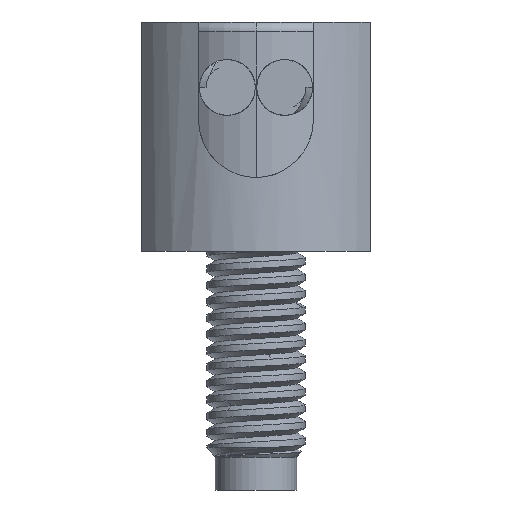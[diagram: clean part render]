
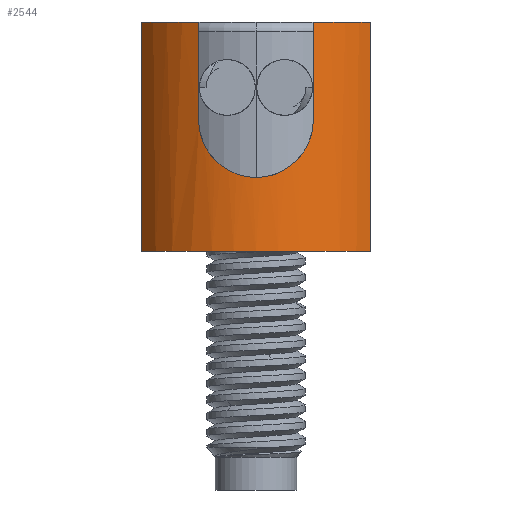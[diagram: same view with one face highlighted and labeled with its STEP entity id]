
A CAD part, front view. The second image highlights one B-rep face of the part: STEP entity #2544.
In plain terms, the highlighted cylindrical face has radius 4.236 mm (diameter 8.472 mm), a partial arc.
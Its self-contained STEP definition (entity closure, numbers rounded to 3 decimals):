
#1151=CARTESIAN_POINT('',(0.,0.286,-7.));
#1152=DIRECTION('',(0.,0.,1.));
#1153=DIRECTION('',(-0.826,-0.563,0.));
#1154=AXIS2_PLACEMENT_3D('',#1151,#1152,#1153);
#1183=DIRECTION('',(0.,0.,1.));
#1184=VECTOR('',#1183,3.);
#1185=CARTESIAN_POINT('',(1.75,-3.572,-3.));
#1186=LINE('',#1185,#1184);
#1187=DIRECTION('',(0.,0.,-1.));
#1188=VECTOR('',#1187,7.);
#1189=CARTESIAN_POINT('',(-3.5,-2.1,0.));
#1190=LINE('',#1189,#1188);
#1191=DIRECTION('',(0.,0.,1.));
#1192=VECTOR('',#1191,3.);
#1193=CARTESIAN_POINT('',(-1.75,-3.572,-3.));
#1194=LINE('',#1193,#1192);
#1195=CARTESIAN_POINT('',(1.75,-3.572,-3.));
#1196=CARTESIAN_POINT('',(1.75,-3.572,-3.103));
#1197=CARTESIAN_POINT('',(1.732,-3.58,
-3.309));
#1198=CARTESIAN_POINT('',(1.646,-3.618,
-3.624));
#1199=CARTESIAN_POINT('',(1.502,-3.676,
-3.918));
#1200=CARTESIAN_POINT('',(1.303,-3.747,
-4.184));
#1201=CARTESIAN_POINT('',(1.058,-3.819,
-4.407));
#1202=CARTESIAN_POINT('',(0.774,-3.882,
-4.581));
#1203=CARTESIAN_POINT('',(0.472,-3.927,
-4.695));
#1204=CARTESIAN_POINT('',(0.155,-3.951,
-4.753));
#1205=CARTESIAN_POINT('',(-0.156,-3.951,
-4.753));
#1206=CARTESIAN_POINT('',(-0.473,-3.927,
-4.695));
#1207=CARTESIAN_POINT('',(-0.775,-3.882,
-4.581));
#1208=CARTESIAN_POINT('',(-1.059,-3.819,
-4.407));
#1209=CARTESIAN_POINT('',(-1.303,-3.747,
-4.184));
#1210=CARTESIAN_POINT('',(-1.502,-3.676,
-3.917));
#1211=CARTESIAN_POINT('',(-1.646,-3.618,
-3.624));
#1212=CARTESIAN_POINT('',(-1.732,-3.58,
-3.309));
#1213=CARTESIAN_POINT('',(-1.75,-3.572,-3.103));
#1214=CARTESIAN_POINT('',(-1.75,-3.572,-3.));
#1238=CARTESIAN_POINT('',(0.,0.286,0.));
#1239=DIRECTION('',(0.,0.,1.));
#1240=DIRECTION('',(-0.826,-0.563,0.));
#1241=AXIS2_PLACEMENT_3D('',#1238,#1239,#1240);
#1256=CARTESIAN_POINT('',(0.,0.286,0.));
#1257=DIRECTION('',(0.,0.,1.));
#1258=DIRECTION('',(0.413,-0.911,0.));
#1259=AXIS2_PLACEMENT_3D('',#1256,#1257,#1258);
#1396=DIRECTION('',(0.,0.,-1.));
#1397=VECTOR('',#1396,7.);
#1398=CARTESIAN_POINT('',(3.5,-2.1,0.));
#1399=LINE('',#1398,#1397);
#1926=CARTESIAN_POINT('',(3.5,-2.1,0.));
#1928=VERTEX_POINT('',#1926);
#1932=CARTESIAN_POINT('',(-3.5,-2.1,0.));
#1933=VERTEX_POINT('',#1932);
#1934=CARTESIAN_POINT('',(-3.5,-2.1,-7.));
#1935=CARTESIAN_POINT('',(3.5,-2.1,-7.));
#1936=VERTEX_POINT('',#1934);
#1937=VERTEX_POINT('',#1935);
#2070=CARTESIAN_POINT('',(1.75,-3.572,0.));
#2072=VERTEX_POINT('',#2070);
#2074=CARTESIAN_POINT('',(-1.75,-3.572,0.));
#2076=VERTEX_POINT('',#2074);
#2078=CARTESIAN_POINT('',(1.75,-3.572,-3.));
#2079=VERTEX_POINT('',#2078);
#2080=VERTEX_POINT('',#1214);
#2522=CARTESIAN_POINT('',(0.,0.286,0.));
#2523=DIRECTION('',(0.,0.,1.));
#2524=DIRECTION('',(1.,0.,0.));
#2525=AXIS2_PLACEMENT_3D('',#2522,#2523,#2524);
#2526=CYLINDRICAL_SURFACE('',#2525,4.236);
#2528=ORIENTED_EDGE('',*,*,#2527,.T.);
#2530=ORIENTED_EDGE('',*,*,#2529,.T.);
#2532=ORIENTED_EDGE('',*,*,#2531,.T.);
#2533=ORIENTED_EDGE('',*,*,#2506,.F.);
#2535=ORIENTED_EDGE('',*,*,#2534,.F.);
#2537=ORIENTED_EDGE('',*,*,#2536,.T.);
#2539=ORIENTED_EDGE('',*,*,#2538,.F.);
#2541=ORIENTED_EDGE('',*,*,#2540,.F.);
#2542=EDGE_LOOP('',(#2528,#2530,#2532,#2533,#2535,#2537,#2539,#2541));
#2543=FACE_OUTER_BOUND('',#2542,.F.);
#2544=ADVANCED_FACE('',(#2543),#2526,.T.);
#1155=CIRCLE('',#1154,4.236);
#1215=B_SPLINE_CURVE_WITH_KNOTS('',3,(#1195,#1196,#1197,#1198,#1199,#1200,#1201,
#1202,#1203,#1204,#1205,#1206,#1207,#1208,#1209,#1210,#1211,#1212,#1213,#1214),
.UNSPECIFIED.,.F.,.F.,(4,1,1,1,1,1,1,1,1,1,1,1,1,1,1,1,1,4),(0.,
0.059,0.118,0.176,0.235,
0.294,0.353,0.412,0.471,
0.529,0.588,0.647,0.706,
0.765,0.824,0.882,0.941,1.),
.UNSPECIFIED.);
#1242=CIRCLE('',#1241,4.236);
#1260=CIRCLE('',#1259,4.236);
#2506=EDGE_CURVE('',#1936,#1937,#1155,.T.);
#2527=EDGE_CURVE('',#2079,#2072,#1186,.T.);
#2529=EDGE_CURVE('',#2072,#1928,#1260,.T.);
#2531=EDGE_CURVE('',#1928,#1937,#1399,.T.);
#2534=EDGE_CURVE('',#1933,#1936,#1190,.T.);
#2536=EDGE_CURVE('',#1933,#2076,#1242,.T.);
#2538=EDGE_CURVE('',#2080,#2076,#1194,.T.);
#2540=EDGE_CURVE('',#2079,#2080,#1215,.T.);
